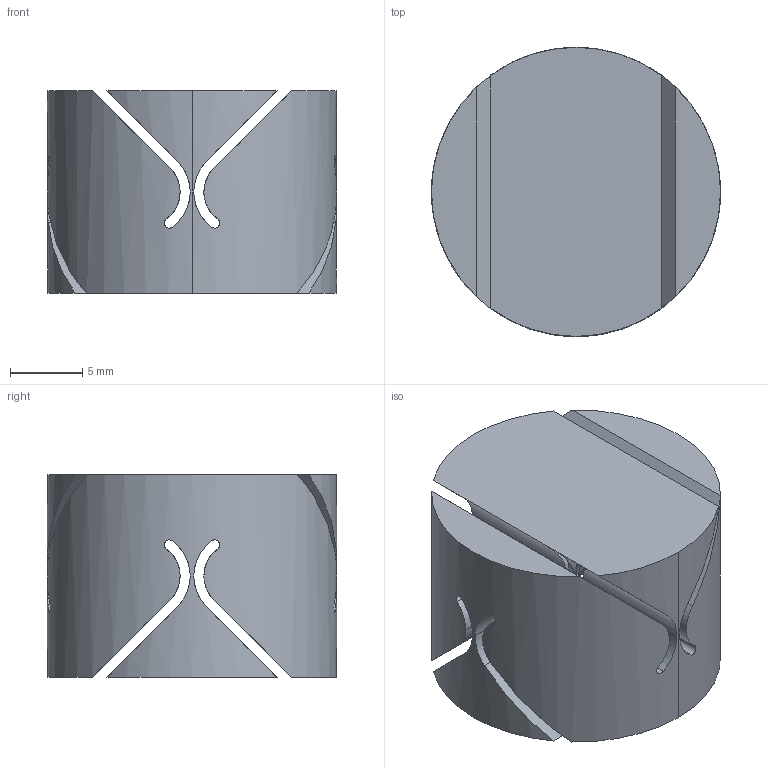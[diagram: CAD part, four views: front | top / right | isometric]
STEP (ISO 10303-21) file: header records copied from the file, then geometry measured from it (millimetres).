
FILE_DESCRIPTION(('STEP AP214'),'1');
FILE_NAME('Flex-DC-0.25.step','2020-08-28T09:04:48',(' '),(' '),'Spatial InterOp 3D',' ',' ');
FILE_SCHEMA(('AUTOMOTIVE_DESIGN { 1 0 10303 214 1 1 1 1 }'));
Length unit declared in the file: metre
Products named in the file (2): Flex-DC-0.25; actuator end 7
Assembly tree (1 placements, depth 2):
  Flex-DC-0.25
    actuator end 7
Bounding box: 20 x 20 x 14 mm (x, y, z)
Volume: 3770.8 mm3; surface area: 3167.6 mm2
Topology: 1 solids, 1 shells, 88 faces, 266 edges, 172 vertices
Faces by surface type: cylinder 74, plane 14
Entity records: 4098 total; most frequent: CARTESIAN_POINT 1692, ORIENTED_EDGE 532, DIRECTION 474, EDGE_CURVE 266, AXIS2_PLACEMENT_3D 190, VERTEX_POINT 172, LINE 94, VECTOR 94
